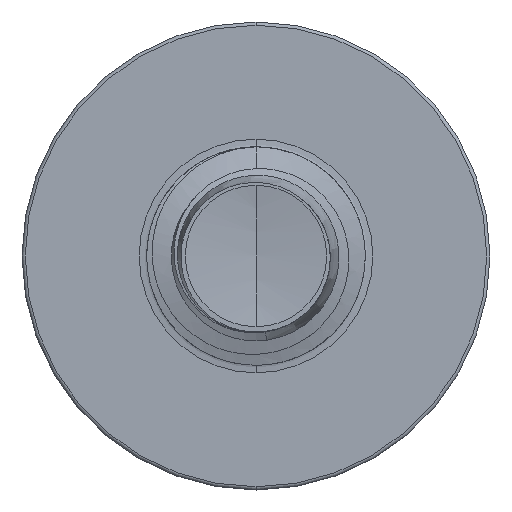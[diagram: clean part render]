
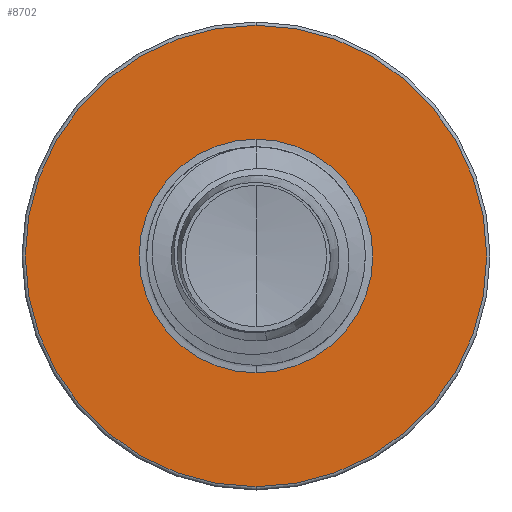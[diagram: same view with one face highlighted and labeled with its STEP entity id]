
A CAD part, front view. The second image highlights one B-rep face of the part: STEP entity #8702.
In plain terms, the highlighted planar face has unit normal (0, -1, 0).
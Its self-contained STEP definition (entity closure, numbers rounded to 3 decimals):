
#89 = CARTESIAN_POINT ( 'NONE',  ( 0., 6., 0. ) ) ;
#352 = DIRECTION ( 'NONE',  ( 0., 1., 0. ) ) ;
#1433 = CARTESIAN_POINT ( 'NONE',  ( 0., 6., -1.872 ) ) ;
#1803 = DIRECTION ( 'NONE',  ( 0., 0., 1. ) ) ;
#1861 = AXIS2_PLACEMENT_3D ( 'NONE', #89, #10754, #1803 ) ;
#1887 = EDGE_CURVE ( 'NONE', #12452, #4701, #10075, .T. ) ;
#1962 = EDGE_CURVE ( 'NONE', #8646, #2186, #13561, .T. ) ;
#2186 = VERTEX_POINT ( 'NONE', #2419 ) ;
#2419 = CARTESIAN_POINT ( 'NONE',  ( 0., 6., 3.698 ) ) ;
#2622 = AXIS2_PLACEMENT_3D ( 'NONE', #2941, #2917, #2890 ) ;
#2631 = PLANE ( 'NONE',  #3787 ) ;
#2752 = DIRECTION ( 'NONE',  ( 0., 0., 1. ) ) ;
#2804 = DIRECTION ( 'NONE',  ( 0., 1., 0. ) ) ;
#2825 = CARTESIAN_POINT ( 'NONE',  ( 0., 6., 0. ) ) ;
#2879 = DIRECTION ( 'NONE',  ( 0., 0., 1. ) ) ;
#2890 = DIRECTION ( 'NONE',  ( 0., 0., 1. ) ) ;
#2917 = DIRECTION ( 'NONE',  ( 0., 1., 0. ) ) ;
#2941 = CARTESIAN_POINT ( 'NONE',  ( 0., 6., 0. ) ) ;
#3787 = AXIS2_PLACEMENT_3D ( 'NONE', #1433, #352, #2879 ) ;
#4701 = VERTEX_POINT ( 'NONE', #7460 ) ;
#6903 = ORIENTED_EDGE ( 'NONE', *, *, #10254, .T. ) ;
#6982 = AXIS2_PLACEMENT_3D ( 'NONE', #2825, #2804, #2752 ) ;
#7460 = CARTESIAN_POINT ( 'NONE',  ( 0., 6., -1.872 ) ) ;
#8151 = CARTESIAN_POINT ( 'NONE',  ( 0., 6., 0. ) ) ;
#8646 = VERTEX_POINT ( 'NONE', #12164 ) ;
#8702 = ADVANCED_FACE ( 'NONE', ( #16063, #17091 ), #2631, .F. ) ;
#8706 = ORIENTED_EDGE ( 'NONE', *, *, #10163, .F. ) ;
#9511 = DIRECTION ( 'NONE',  ( 0., 0., 1. ) ) ;
#10075 = CIRCLE ( 'NONE', #2622, 1.872 ) ;
#10163 = EDGE_CURVE ( 'NONE', #2186, #8646, #13349, .T. ) ;
#10218 = CIRCLE ( 'NONE', #1861, 1.872 ) ;
#10254 = EDGE_CURVE ( 'NONE', #4701, #12452, #10218, .T. ) ;
#10390 = EDGE_LOOP ( 'NONE', ( #8706, #14274 ) ) ;
#10754 = DIRECTION ( 'NONE',  ( 0., 1., 0. ) ) ;
#12164 = CARTESIAN_POINT ( 'NONE',  ( 0., 6., -3.697 ) ) ;
#12452 = VERTEX_POINT ( 'NONE', #14633 ) ;
#13349 = CIRCLE ( 'NONE', #16374, 3.698 ) ;
#13561 = CIRCLE ( 'NONE', #6982, 3.698 ) ;
#14274 = ORIENTED_EDGE ( 'NONE', *, *, #1962, .F. ) ;
#14633 = CARTESIAN_POINT ( 'NONE',  ( 0., 6., 1.872 ) ) ;
#15237 = EDGE_LOOP ( 'NONE', ( #16815, #6903 ) ) ;
#16063 = FACE_OUTER_BOUND ( 'NONE', #10390, .T. ) ;
#16336 = DIRECTION ( 'NONE',  ( 0., 1., 0. ) ) ;
#16374 = AXIS2_PLACEMENT_3D ( 'NONE', #8151, #16336, #9511 ) ;
#16815 = ORIENTED_EDGE ( 'NONE', *, *, #1887, .T. ) ;
#17091 = FACE_BOUND ( 'NONE', #15237, .T. ) ;
